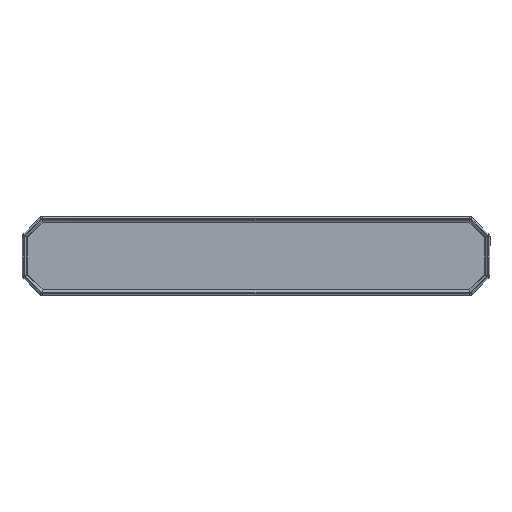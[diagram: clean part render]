
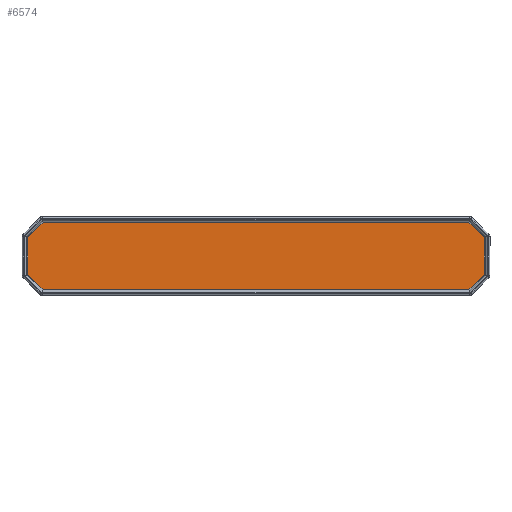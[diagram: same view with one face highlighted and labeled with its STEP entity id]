
A CAD part, top view. The second image highlights one B-rep face of the part: STEP entity #6574.
In plain terms, the highlighted planar face has unit normal (0, 0, 1).
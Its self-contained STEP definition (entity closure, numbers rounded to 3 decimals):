
#6215=CARTESIAN_POINT('',(675.99,-6.822,33.0));
#6216=VERTEX_POINT('',#6215);
#6224=CARTESIAN_POINT('',(-6.554,-6.822,33.0));
#6225=VERTEX_POINT('',#6224);
#6226=CARTESIAN_POINT('',(675.99,-6.822,33.0));
#6227=DIRECTION('',(-1.0,0.0,0.0));
#6228=VECTOR('',#6227,682.544);
#6229=LINE('',#6226,#6228);
#6230=EDGE_CURVE('',#6216,#6225,#6229,.T.);
#6256=CARTESIAN_POINT('',(-31.282,17.906,33.0));
#6257=VERTEX_POINT('',#6256);
#6258=CARTESIAN_POINT('',(-6.554,-6.822,33.0));
#6259=DIRECTION('',(-0.707,0.707,0.0));
#6260=VECTOR('',#6259,34.971);
#6261=LINE('',#6258,#6260);
#6262=EDGE_CURVE('',#6225,#6257,#6261,.T.);
#6288=CARTESIAN_POINT('',(-31.282,76.941,33.0));
#6289=VERTEX_POINT('',#6288);
#6290=CARTESIAN_POINT('',(-31.282,17.906,33.0));
#6291=DIRECTION('',(0.0,1.0,0.0));
#6292=VECTOR('',#6291,59.035);
#6293=LINE('',#6290,#6292);
#6294=EDGE_CURVE('',#6257,#6289,#6293,.T.);
#6320=CARTESIAN_POINT('',(-6.554,101.669,33.0));
#6321=VERTEX_POINT('',#6320);
#6322=CARTESIAN_POINT('',(-31.282,76.941,33.0));
#6323=DIRECTION('',(0.707,0.707,0.0));
#6324=VECTOR('',#6323,34.971);
#6325=LINE('',#6322,#6324);
#6326=EDGE_CURVE('',#6289,#6321,#6325,.T.);
#6352=CARTESIAN_POINT('',(675.99,101.669,33.0));
#6353=VERTEX_POINT('',#6352);
#6354=CARTESIAN_POINT('',(-6.554,101.669,33.0));
#6355=DIRECTION('',(1.0,0.0,0.0));
#6356=VECTOR('',#6355,682.544);
#6357=LINE('',#6354,#6356);
#6358=EDGE_CURVE('',#6321,#6353,#6357,.T.);
#6384=CARTESIAN_POINT('',(700.718,76.941,33.0));
#6385=VERTEX_POINT('',#6384);
#6386=CARTESIAN_POINT('',(675.99,101.669,33.0));
#6387=DIRECTION('',(0.707,-0.707,0.0));
#6388=VECTOR('',#6387,34.971);
#6389=LINE('',#6386,#6388);
#6390=EDGE_CURVE('',#6353,#6385,#6389,.T.);
#6416=CARTESIAN_POINT('',(700.718,17.906,33.0));
#6417=VERTEX_POINT('',#6416);
#6418=CARTESIAN_POINT('',(700.718,76.941,33.0));
#6419=DIRECTION('',(0.0,-1.0,0.0));
#6420=VECTOR('',#6419,59.035);
#6421=LINE('',#6418,#6420);
#6422=EDGE_CURVE('',#6385,#6417,#6421,.T.);
#6446=CARTESIAN_POINT('',(700.718,17.906,33.0));
#6447=DIRECTION('',(-0.707,-0.707,0.0));
#6448=VECTOR('',#6447,34.971);
#6449=LINE('',#6446,#6448);
#6450=EDGE_CURVE('',#6417,#6216,#6449,.T.);
#6559=CARTESIAN_POINT('',(334.718,47.423,33.0));
#6560=DIRECTION('',(0.0,0.0,1.0));
#6561=DIRECTION('',(1.0,0.0,0.0));
#6562=AXIS2_PLACEMENT_3D('',#6559,#6560,#6561);
#6563=PLANE('',#6562);
#6564=ORIENTED_EDGE('',*,*,#6230,.F.);
#6565=ORIENTED_EDGE('',*,*,#6450,.F.);
#6566=ORIENTED_EDGE('',*,*,#6422,.F.);
#6567=ORIENTED_EDGE('',*,*,#6390,.F.);
#6568=ORIENTED_EDGE('',*,*,#6358,.F.);
#6569=ORIENTED_EDGE('',*,*,#6326,.F.);
#6570=ORIENTED_EDGE('',*,*,#6294,.F.);
#6571=ORIENTED_EDGE('',*,*,#6262,.F.);
#6572=EDGE_LOOP('',(#6564,#6565,#6566,#6567,#6568,#6569,#6570,#6571));
#6573=FACE_OUTER_BOUND('',#6572,.T.);
#6574=ADVANCED_FACE('',(#6573),#6563,.T.);
